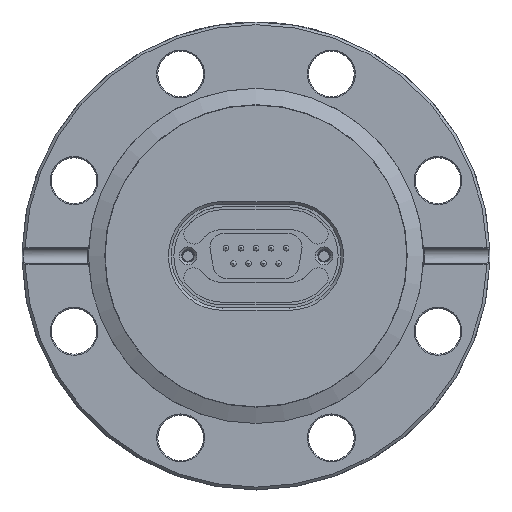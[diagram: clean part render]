
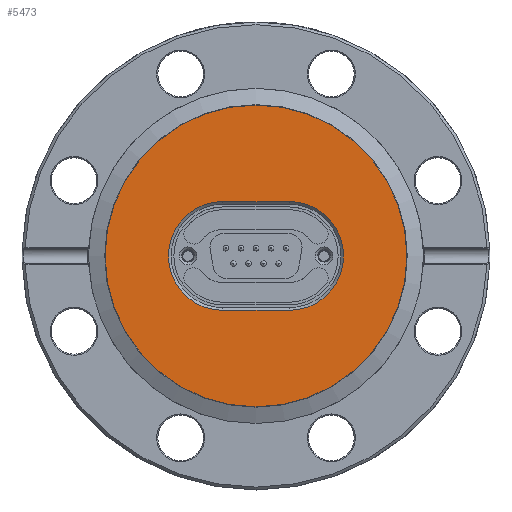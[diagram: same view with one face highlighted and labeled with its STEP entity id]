
A CAD part, top view. The second image highlights one B-rep face of the part: STEP entity #5473.
In plain terms, the highlighted planar face has unit normal (0, 0, 1).
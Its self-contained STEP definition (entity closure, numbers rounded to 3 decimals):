
#183 = EDGE_LOOP ( 'NONE', ( #13325 ) ) ;
#287 = AXIS2_PLACEMENT_3D ( 'NONE', #3550, #11722, #18549 ) ;
#1231 = DIRECTION ( 'NONE',  ( 0., 0., -1. ) ) ;
#2288 = CARTESIAN_POINT ( 'NONE',  ( -6.1, 10., -1.2 ) ) ;
#2752 = FACE_BOUND ( 'NONE', #26110, .T. ) ;
#2902 = VERTEX_POINT ( 'NONE', #23250 ) ;
#3528 = DIRECTION ( 'NONE',  ( 0., 0., -1. ) ) ;
#3550 = CARTESIAN_POINT ( 'NONE',  ( 0., 0., -1.2 ) ) ;
#4183 = EDGE_CURVE ( 'NONE', #15153, #10634, #5386, .T. ) ;
#4467 = CIRCLE ( 'NONE', #22843, 10. ) ;
#4782 = DIRECTION ( 'NONE',  ( 0., 1., 0. ) ) ;
#5138 = CARTESIAN_POINT ( 'NONE',  ( -6.1, 0., -1.2 ) ) ;
#5386 = CIRCLE ( 'NONE', #13922, 10. ) ;
#5473 = ADVANCED_FACE ( 'NONE', ( #2752, #5563 ), #23110, .F. ) ;
#5563 = FACE_OUTER_BOUND ( 'NONE', #183, .T. ) ;
#7488 = DIRECTION ( 'NONE',  ( 1., 0., 0. ) ) ;
#8071 = DIRECTION ( 'NONE',  ( 0., 1., 0. ) ) ;
#8330 = VERTEX_POINT ( 'NONE', #13370 ) ;
#9289 = DIRECTION ( 'NONE',  ( 0., 1., 0. ) ) ;
#9826 = VECTOR ( 'NONE', #7488, 1000. ) ;
#10163 = DIRECTION ( 'NONE',  ( -1., 0., 0. ) ) ;
#10634 = VERTEX_POINT ( 'NONE', #2288 ) ;
#11485 = CARTESIAN_POINT ( 'NONE',  ( 0., 10., -1.2 ) ) ;
#11664 = ORIENTED_EDGE ( 'NONE', *, *, #12456, .T. ) ;
#11722 = DIRECTION ( 'NONE',  ( 0., 0., 1. ) ) ;
#11788 = ORIENTED_EDGE ( 'NONE', *, *, #23583, .T. ) ;
#12456 = EDGE_CURVE ( 'NONE', #8330, #15153, #24721, .T. ) ;
#13325 = ORIENTED_EDGE ( 'NONE', *, *, #20710, .T. ) ;
#13370 = CARTESIAN_POINT ( 'NONE',  ( 6.1, -10., -1.2 ) ) ;
#13922 = AXIS2_PLACEMENT_3D ( 'NONE', #5138, #1231, #9289 ) ;
#14413 = CARTESIAN_POINT ( 'NONE',  ( 6.1, 10., -1.2 ) ) ;
#15153 = VERTEX_POINT ( 'NONE', #24011 ) ;
#18138 = EDGE_CURVE ( 'NONE', #19506, #8330, #4467, .T. ) ;
#18245 = CARTESIAN_POINT ( 'NONE',  ( 6.1, 0., -1.2 ) ) ;
#18549 = DIRECTION ( 'NONE',  ( 0., -1., 0. ) ) ;
#18773 = ORIENTED_EDGE ( 'NONE', *, *, #18138, .T. ) ;
#19506 = VERTEX_POINT ( 'NONE', #14413 ) ;
#20461 = CARTESIAN_POINT ( 'NONE',  ( 0., -10., -1.2 ) ) ;
#20710 = EDGE_CURVE ( 'NONE', #2902, #2902, #22106, .T. ) ;
#21418 = VECTOR ( 'NONE', #10163, 1000. ) ;
#21665 = LINE ( 'NONE', #11485, #9826 ) ;
#21877 = CARTESIAN_POINT ( 'NONE',  ( 0., 0., -1.2 ) ) ;
#22106 = CIRCLE ( 'NONE', #287, 27.739 ) ;
#22843 = AXIS2_PLACEMENT_3D ( 'NONE', #18245, #26258, #8071 ) ;
#23110 = PLANE ( 'NONE',  #24610 ) ;
#23250 = CARTESIAN_POINT ( 'NONE',  ( 0., -27.739, -1.2 ) ) ;
#23583 = EDGE_CURVE ( 'NONE', #10634, #19506, #21665, .T. ) ;
#24011 = CARTESIAN_POINT ( 'NONE',  ( -6.1, -10., -1.2 ) ) ;
#24610 = AXIS2_PLACEMENT_3D ( 'NONE', #21877, #3528, #4782 ) ;
#24659 = ORIENTED_EDGE ( 'NONE', *, *, #4183, .T. ) ;
#24721 = LINE ( 'NONE', #20461, #21418 ) ;
#26110 = EDGE_LOOP ( 'NONE', ( #11788, #18773, #11664, #24659 ) ) ;
#26258 = DIRECTION ( 'NONE',  ( 0., 0., -1. ) ) ;
